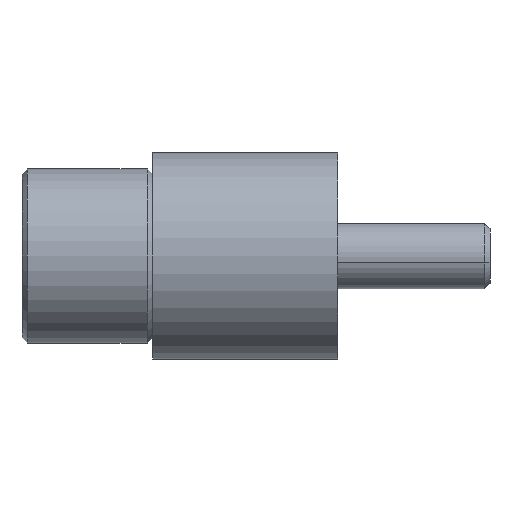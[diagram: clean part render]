
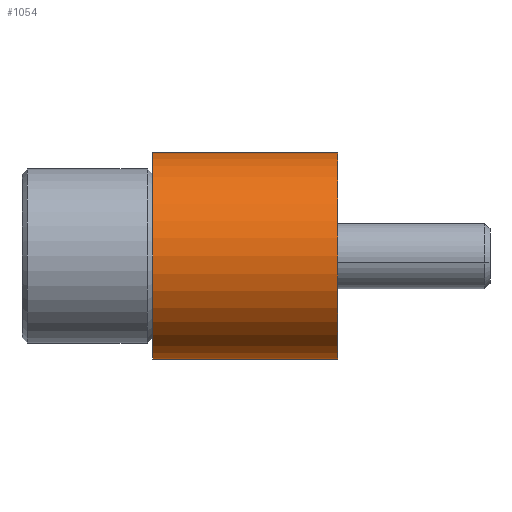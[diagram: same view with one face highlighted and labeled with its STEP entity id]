
A CAD part, left-side view. The second image highlights one B-rep face of the part: STEP entity #1054.
In plain terms, the highlighted cylindrical face has radius 9.5 mm (diameter 19 mm), a partial arc.
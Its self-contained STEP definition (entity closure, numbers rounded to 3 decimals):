
#32 = VECTOR ( 'NONE', #301, 1000. ) ;
#43 = CARTESIAN_POINT ( 'NONE',  ( -0.999, 8.733, 9.5 ) ) ;
#47 = FACE_OUTER_BOUND ( 'NONE', #995, .T. ) ;
#77 = VERTEX_POINT ( 'NONE', #1453 ) ;
#97 = ORIENTED_EDGE ( 'NONE', *, *, #1240, .T. ) ;
#121 = CARTESIAN_POINT ( 'NONE',  ( -0.999, 8.733, 0. ) ) ;
#159 = CIRCLE ( 'NONE', #932, 9.5 ) ;
#168 = VERTEX_POINT ( 'NONE', #750 ) ;
#215 = VECTOR ( 'NONE', #753, 1000. ) ;
#218 = VERTEX_POINT ( 'NONE', #1260 ) ;
#257 = ORIENTED_EDGE ( 'NONE', *, *, #454, .F. ) ;
#301 = DIRECTION ( 'NONE',  ( 0., -1., 0. ) ) ;
#370 = DIRECTION ( 'NONE',  ( 0., -1., 0. ) ) ;
#381 = DIRECTION ( 'NONE',  ( 0., 1., 0. ) ) ;
#454 = EDGE_CURVE ( 'NONE', #1172, #77, #563, .T. ) ;
#466 = CARTESIAN_POINT ( 'NONE',  ( -0.999, 8.733, 0. ) ) ;
#553 = AXIS2_PLACEMENT_3D ( 'NONE', #466, #1076, #1327 ) ;
#563 = LINE ( 'NONE', #1046, #32 ) ;
#603 = EDGE_CURVE ( 'NONE', #168, #77, #159, .T. ) ;
#620 = CARTESIAN_POINT ( 'NONE',  ( -0.999, 8.733, -9.5 ) ) ;
#717 = AXIS2_PLACEMENT_3D ( 'NONE', #121, #370, #1441 ) ;
#750 = CARTESIAN_POINT ( 'NONE',  ( -0.999, -8.267, -9.5 ) ) ;
#753 = DIRECTION ( 'NONE',  ( 0., -1., 0. ) ) ;
#822 = LINE ( 'NONE', #620, #215 ) ;
#932 = AXIS2_PLACEMENT_3D ( 'NONE', #1108, #381, #1221 ) ;
#995 = EDGE_LOOP ( 'NONE', ( #257, #1376, #97, #1468 ) ) ;
#1024 = EDGE_CURVE ( 'NONE', #218, #1172, #1220, .T. ) ;
#1046 = CARTESIAN_POINT ( 'NONE',  ( -0.999, 8.733, 9.5 ) ) ;
#1054 = ADVANCED_FACE ( 'NONE', ( #47 ), #1197, .T. ) ;
#1076 = DIRECTION ( 'NONE',  ( 0., 1., 0. ) ) ;
#1108 = CARTESIAN_POINT ( 'NONE',  ( -0.999, -8.267, 0. ) ) ;
#1172 = VERTEX_POINT ( 'NONE', #43 ) ;
#1197 = CYLINDRICAL_SURFACE ( 'NONE', #717, 9.5 ) ;
#1220 = CIRCLE ( 'NONE', #553, 9.5 ) ;
#1221 = DIRECTION ( 'NONE',  ( 0., 0., 1. ) ) ;
#1240 = EDGE_CURVE ( 'NONE', #218, #168, #822, .T. ) ;
#1260 = CARTESIAN_POINT ( 'NONE',  ( -0.999, 8.733, -9.5 ) ) ;
#1327 = DIRECTION ( 'NONE',  ( 0., 0., 1. ) ) ;
#1376 = ORIENTED_EDGE ( 'NONE', *, *, #1024, .F. ) ;
#1441 = DIRECTION ( 'NONE',  ( 0., 0., -1. ) ) ;
#1453 = CARTESIAN_POINT ( 'NONE',  ( -0.999, -8.267, 9.5 ) ) ;
#1468 = ORIENTED_EDGE ( 'NONE', *, *, #603, .T. ) ;
